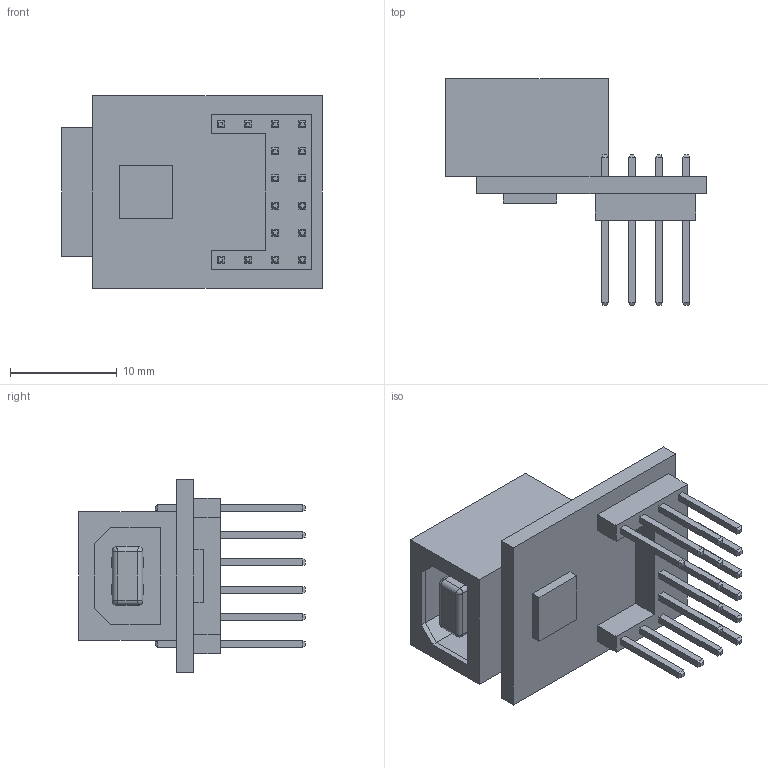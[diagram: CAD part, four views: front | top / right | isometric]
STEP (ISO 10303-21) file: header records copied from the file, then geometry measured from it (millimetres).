
FILE_DESCRIPTION (( 'STEP AP214' ), '1' );
FILE_NAME ('MM232R.STEP', '2020-11-14T17:00:47', ( '' ), ( '' ), 'SwSTEP 2.0', 'SolidWorks 2017', '' );
FILE_SCHEMA (( 'AUTOMOTIVE_DESIGN' ));
Length unit declared in the file: millimetre
Products named in the file (1): MM232R
Bounding box: 24.4 x 21.2 x 18 mm (x, y, z)
Volume: 2145.5 mm3; surface area: 4420.8 mm2
Topology: 25 solids, 25 shells, 446 faces, 1040 edges, 644 vertices
Faces by surface type: plane 434, cylinder 8, bspline 4
Entity records: 14488 total; most frequent: CARTESIAN_POINT 2267, ORIENTED_EDGE 2072, DIRECTION 1922, EDGE_CURVE 1036, LINE 1020, VECTOR 1020, VERTEX_POINT 644, EDGE_LOOP 514
